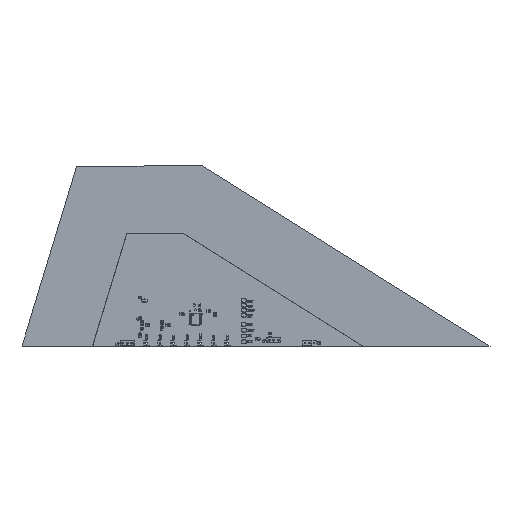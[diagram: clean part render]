
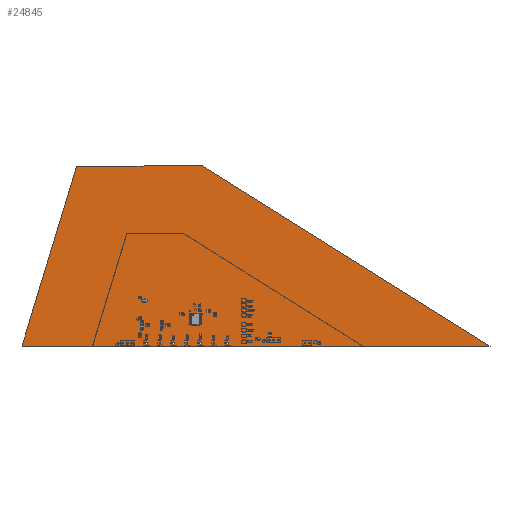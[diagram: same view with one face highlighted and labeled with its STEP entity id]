
A CAD part, top view. The second image highlights one B-rep face of the part: STEP entity #24845.
In plain terms, the highlighted planar face has unit normal (0, 0, 1).
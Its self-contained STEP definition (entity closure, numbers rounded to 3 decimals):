
#24527 = VERTEX_POINT('',#24528);
#24528 = CARTESIAN_POINT('',(280.75,-140.085,1.51));
#24534 = EDGE_CURVE('',#24527,#24535,#24537,.T.);
#24535 = VERTEX_POINT('',#24536);
#24536 = CARTESIAN_POINT('',(56.557,-140.085,1.51));
#24537 = LINE('',#24538,#24539);
#24538 = CARTESIAN_POINT('',(280.75,-140.085,1.51));
#24539 = VECTOR('',#24540,1.);
#24540 = DIRECTION('',(-1.,0.,0.));
#24567 = VERTEX_POINT('',#24568);
#24568 = CARTESIAN_POINT('',(118.495,-38.477,1.51));
#24574 = EDGE_CURVE('',#24567,#24527,#24575,.T.);
#24575 = LINE('',#24576,#24577);
#24576 = CARTESIAN_POINT('',(118.495,-38.477,1.51));
#24577 = VECTOR('',#24578,1.);
#24578 = DIRECTION('',(0.848,-0.531,0.));
#24596 = EDGE_CURVE('',#24535,#24597,#24599,.T.);
#24597 = VERTEX_POINT('',#24598);
#24598 = CARTESIAN_POINT('',(16.7,-140.102,1.51));
#24599 = LINE('',#24600,#24601);
#24600 = CARTESIAN_POINT('',(56.557,-140.085,1.51));
#24601 = VECTOR('',#24602,1.);
#24602 = DIRECTION('',(-1.,0.,0.));
#24845 = ADVANCED_FACE('',(#24846,#24865,#24876,#24887,#24898,#24909,
    #24920,#24931,#24942,#24953,#24964,#24975,#24986,#24997,#25008,
    #25019,#25030,#25041,#25052),#25063,.T.);
#24846 = FACE_BOUND('',#24847,.T.);
#24847 = EDGE_LOOP('',(#24848,#24849,#24850,#24858,#24864));
#24848 = ORIENTED_EDGE('',*,*,#24534,.F.);
#24849 = ORIENTED_EDGE('',*,*,#24574,.F.);
#24850 = ORIENTED_EDGE('',*,*,#24851,.F.);
#24851 = EDGE_CURVE('',#24852,#24567,#24854,.T.);
#24852 = VERTEX_POINT('',#24853);
#24853 = CARTESIAN_POINT('',(47.501,-38.552,1.51));
#24854 = LINE('',#24855,#24856);
#24855 = CARTESIAN_POINT('',(47.501,-38.552,1.51));
#24856 = VECTOR('',#24857,1.);
#24857 = DIRECTION('',(1.,0.001,0.));
#24858 = ORIENTED_EDGE('',*,*,#24859,.F.);
#24859 = EDGE_CURVE('',#24597,#24852,#24860,.T.);
#24860 = LINE('',#24861,#24862);
#24861 = CARTESIAN_POINT('',(16.7,-140.102,1.51));
#24862 = VECTOR('',#24863,1.);
#24863 = DIRECTION('',(0.29,0.957,0.));
#24864 = ORIENTED_EDGE('',*,*,#24596,.F.);
#24865 = FACE_BOUND('',#24866,.T.);
#24866 = EDGE_LOOP('',(#24867));
#24867 = ORIENTED_EDGE('',*,*,#24868,.T.);
#24868 = EDGE_CURVE('',#24869,#24869,#24871,.T.);
#24869 = VERTEX_POINT('',#24870);
#24870 = CARTESIAN_POINT('',(70.94,-138.975,1.51));
#24871 = CIRCLE('',#24872,0.5);
#24872 = AXIS2_PLACEMENT_3D('',#24873,#24874,#24875);
#24873 = CARTESIAN_POINT('',(70.94,-138.475,1.51));
#24874 = DIRECTION('',(-0.,0.,-1.));
#24875 = DIRECTION('',(-0.,-1.,0.));
#24876 = FACE_BOUND('',#24877,.T.);
#24877 = EDGE_LOOP('',(#24878));
#24878 = ORIENTED_EDGE('',*,*,#24879,.T.);
#24879 = EDGE_CURVE('',#24880,#24880,#24882,.T.);
#24880 = VERTEX_POINT('',#24881);
#24881 = CARTESIAN_POINT('',(73.48,-138.975,1.51));
#24882 = CIRCLE('',#24883,0.5);
#24883 = AXIS2_PLACEMENT_3D('',#24884,#24885,#24886);
#24884 = CARTESIAN_POINT('',(73.48,-138.475,1.51));
#24885 = DIRECTION('',(-0.,0.,-1.));
#24886 = DIRECTION('',(-0.,-1.,0.));
#24887 = FACE_BOUND('',#24888,.T.);
#24888 = EDGE_LOOP('',(#24889));
#24889 = ORIENTED_EDGE('',*,*,#24890,.T.);
#24890 = EDGE_CURVE('',#24891,#24891,#24893,.T.);
#24891 = VERTEX_POINT('',#24892);
#24892 = CARTESIAN_POINT('',(76.02,-138.975,1.51));
#24893 = CIRCLE('',#24894,0.5);
#24894 = AXIS2_PLACEMENT_3D('',#24895,#24896,#24897);
#24895 = CARTESIAN_POINT('',(76.02,-138.475,1.51));
#24896 = DIRECTION('',(-0.,0.,-1.));
#24897 = DIRECTION('',(-0.,-1.,0.));
#24898 = FACE_BOUND('',#24899,.T.);
#24899 = EDGE_LOOP('',(#24900));
#24900 = ORIENTED_EDGE('',*,*,#24901,.T.);
#24901 = EDGE_CURVE('',#24902,#24902,#24904,.T.);
#24902 = VERTEX_POINT('',#24903);
#24903 = CARTESIAN_POINT('',(78.56,-138.975,1.51));
#24904 = CIRCLE('',#24905,0.5);
#24905 = AXIS2_PLACEMENT_3D('',#24906,#24907,#24908);
#24906 = CARTESIAN_POINT('',(78.56,-138.475,1.51));
#24907 = DIRECTION('',(-0.,0.,-1.));
#24908 = DIRECTION('',(-0.,-1.,0.));
#24909 = FACE_BOUND('',#24910,.T.);
#24910 = EDGE_LOOP('',(#24911));
#24911 = ORIENTED_EDGE('',*,*,#24912,.T.);
#24912 = EDGE_CURVE('',#24913,#24913,#24915,.T.);
#24913 = VERTEX_POINT('',#24914);
#24914 = CARTESIAN_POINT('',(86.92,-139.05,1.51));
#24915 = CIRCLE('',#24916,0.5);
#24916 = AXIS2_PLACEMENT_3D('',#24917,#24918,#24919);
#24917 = CARTESIAN_POINT('',(86.92,-138.55,1.51));
#24918 = DIRECTION('',(-0.,0.,-1.));
#24919 = DIRECTION('',(-0.,-1.,0.));
#24920 = FACE_BOUND('',#24921,.T.);
#24921 = EDGE_LOOP('',(#24922));
#24922 = ORIENTED_EDGE('',*,*,#24923,.T.);
#24923 = EDGE_CURVE('',#24924,#24924,#24926,.T.);
#24924 = VERTEX_POINT('',#24925);
#24925 = CARTESIAN_POINT('',(94.54,-139.05,1.51));
#24926 = CIRCLE('',#24927,0.5);
#24927 = AXIS2_PLACEMENT_3D('',#24928,#24929,#24930);
#24928 = CARTESIAN_POINT('',(94.54,-138.55,1.51));
#24929 = DIRECTION('',(-0.,0.,-1.));
#24930 = DIRECTION('',(-0.,-1.,0.));
#24931 = FACE_BOUND('',#24932,.T.);
#24932 = EDGE_LOOP('',(#24933));
#24933 = ORIENTED_EDGE('',*,*,#24934,.T.);
#24934 = EDGE_CURVE('',#24935,#24935,#24937,.T.);
#24935 = VERTEX_POINT('',#24936);
#24936 = CARTESIAN_POINT('',(102.16,-139.05,1.51));
#24937 = CIRCLE('',#24938,0.5);
#24938 = AXIS2_PLACEMENT_3D('',#24939,#24940,#24941);
#24939 = CARTESIAN_POINT('',(102.16,-138.55,1.51));
#24940 = DIRECTION('',(-0.,0.,-1.));
#24941 = DIRECTION('',(-0.,-1.,0.));
#24942 = FACE_BOUND('',#24943,.T.);
#24943 = EDGE_LOOP('',(#24944));
#24944 = ORIENTED_EDGE('',*,*,#24945,.T.);
#24945 = EDGE_CURVE('',#24946,#24946,#24948,.T.);
#24946 = VERTEX_POINT('',#24947);
#24947 = CARTESIAN_POINT('',(109.78,-139.05,1.51));
#24948 = CIRCLE('',#24949,0.5);
#24949 = AXIS2_PLACEMENT_3D('',#24950,#24951,#24952);
#24950 = CARTESIAN_POINT('',(109.78,-138.55,1.51));
#24951 = DIRECTION('',(-0.,0.,-1.));
#24952 = DIRECTION('',(-0.,-1.,0.));
#24953 = FACE_BOUND('',#24954,.T.);
#24954 = EDGE_LOOP('',(#24955));
#24955 = ORIENTED_EDGE('',*,*,#24956,.T.);
#24956 = EDGE_CURVE('',#24957,#24957,#24959,.T.);
#24957 = VERTEX_POINT('',#24958);
#24958 = CARTESIAN_POINT('',(117.4,-139.05,1.51));
#24959 = CIRCLE('',#24960,0.5);
#24960 = AXIS2_PLACEMENT_3D('',#24961,#24962,#24963);
#24961 = CARTESIAN_POINT('',(117.4,-138.55,1.51));
#24962 = DIRECTION('',(-0.,0.,-1.));
#24963 = DIRECTION('',(-0.,-1.,0.));
#24964 = FACE_BOUND('',#24965,.T.);
#24965 = EDGE_LOOP('',(#24966));
#24966 = ORIENTED_EDGE('',*,*,#24967,.T.);
#24967 = EDGE_CURVE('',#24968,#24968,#24970,.T.);
#24968 = VERTEX_POINT('',#24969);
#24969 = CARTESIAN_POINT('',(125.02,-139.05,1.51));
#24970 = CIRCLE('',#24971,0.5);
#24971 = AXIS2_PLACEMENT_3D('',#24972,#24973,#24974);
#24972 = CARTESIAN_POINT('',(125.02,-138.55,1.51));
#24973 = DIRECTION('',(-0.,0.,-1.));
#24974 = DIRECTION('',(-0.,-1.,0.));
#24975 = FACE_BOUND('',#24976,.T.);
#24976 = EDGE_LOOP('',(#24977));
#24977 = ORIENTED_EDGE('',*,*,#24978,.T.);
#24978 = EDGE_CURVE('',#24979,#24979,#24981,.T.);
#24979 = VERTEX_POINT('',#24980);
#24980 = CARTESIAN_POINT('',(132.64,-139.05,1.51));
#24981 = CIRCLE('',#24982,0.5);
#24982 = AXIS2_PLACEMENT_3D('',#24983,#24984,#24985);
#24983 = CARTESIAN_POINT('',(132.64,-138.55,1.51));
#24984 = DIRECTION('',(-0.,0.,-1.));
#24985 = DIRECTION('',(-0.,-1.,0.));
#24986 = FACE_BOUND('',#24987,.T.);
#24987 = EDGE_LOOP('',(#24988));
#24988 = ORIENTED_EDGE('',*,*,#24989,.T.);
#24989 = EDGE_CURVE('',#24990,#24990,#24992,.T.);
#24990 = VERTEX_POINT('',#24991);
#24991 = CARTESIAN_POINT('',(176.41,-138.9,1.51));
#24992 = CIRCLE('',#24993,0.5);
#24993 = AXIS2_PLACEMENT_3D('',#24994,#24995,#24996);
#24994 = CARTESIAN_POINT('',(176.41,-138.4,1.51));
#24995 = DIRECTION('',(-0.,0.,-1.));
#24996 = DIRECTION('',(-0.,-1.,0.));
#24997 = FACE_BOUND('',#24998,.T.);
#24998 = EDGE_LOOP('',(#24999));
#24999 = ORIENTED_EDGE('',*,*,#25000,.T.);
#25000 = EDGE_CURVE('',#25001,#25001,#25003,.T.);
#25001 = VERTEX_POINT('',#25002);
#25002 = CARTESIAN_POINT('',(178.95,-138.9,1.51));
#25003 = CIRCLE('',#25004,0.5);
#25004 = AXIS2_PLACEMENT_3D('',#25005,#25006,#25007);
#25005 = CARTESIAN_POINT('',(178.95,-138.4,1.51));
#25006 = DIRECTION('',(-0.,0.,-1.));
#25007 = DIRECTION('',(-0.,-1.,0.));
#25008 = FACE_BOUND('',#25009,.T.);
#25009 = EDGE_LOOP('',(#25010));
#25010 = ORIENTED_EDGE('',*,*,#25011,.T.);
#25011 = EDGE_CURVE('',#25012,#25012,#25014,.T.);
#25012 = VERTEX_POINT('',#25013);
#25013 = CARTESIAN_POINT('',(181.49,-138.9,1.51));
#25014 = CIRCLE('',#25015,0.5);
#25015 = AXIS2_PLACEMENT_3D('',#25016,#25017,#25018);
#25016 = CARTESIAN_POINT('',(181.49,-138.4,1.51));
#25017 = DIRECTION('',(-0.,0.,-1.));
#25018 = DIRECTION('',(-0.,-1.,0.));
#25019 = FACE_BOUND('',#25020,.T.);
#25020 = EDGE_LOOP('',(#25021));
#25021 = ORIENTED_EDGE('',*,*,#25022,.T.);
#25022 = EDGE_CURVE('',#25023,#25023,#25025,.T.);
#25023 = VERTEX_POINT('',#25024);
#25024 = CARTESIAN_POINT('',(153.71,-137.25,1.51));
#25025 = CIRCLE('',#25026,0.5);
#25026 = AXIS2_PLACEMENT_3D('',#25027,#25028,#25029);
#25027 = CARTESIAN_POINT('',(153.71,-136.75,1.51));
#25028 = DIRECTION('',(-0.,0.,-1.));
#25029 = DIRECTION('',(-0.,-1.,0.));
#25030 = FACE_BOUND('',#25031,.T.);
#25031 = EDGE_LOOP('',(#25032));
#25032 = ORIENTED_EDGE('',*,*,#25033,.T.);
#25033 = EDGE_CURVE('',#25034,#25034,#25036,.T.);
#25034 = VERTEX_POINT('',#25035);
#25035 = CARTESIAN_POINT('',(156.25,-137.25,1.51));
#25036 = CIRCLE('',#25037,0.5);
#25037 = AXIS2_PLACEMENT_3D('',#25038,#25039,#25040);
#25038 = CARTESIAN_POINT('',(156.25,-136.75,1.51));
#25039 = DIRECTION('',(-0.,0.,-1.));
#25040 = DIRECTION('',(-0.,-1.,0.));
#25041 = FACE_BOUND('',#25042,.T.);
#25042 = EDGE_LOOP('',(#25043));
#25043 = ORIENTED_EDGE('',*,*,#25044,.T.);
#25044 = EDGE_CURVE('',#25045,#25045,#25047,.T.);
#25045 = VERTEX_POINT('',#25046);
#25046 = CARTESIAN_POINT('',(158.79,-137.25,1.51));
#25047 = CIRCLE('',#25048,0.5);
#25048 = AXIS2_PLACEMENT_3D('',#25049,#25050,#25051);
#25049 = CARTESIAN_POINT('',(158.79,-136.75,1.51));
#25050 = DIRECTION('',(-0.,0.,-1.));
#25051 = DIRECTION('',(-0.,-1.,0.));
#25052 = FACE_BOUND('',#25053,.T.);
#25053 = EDGE_LOOP('',(#25054));
#25054 = ORIENTED_EDGE('',*,*,#25055,.T.);
#25055 = EDGE_CURVE('',#25056,#25056,#25058,.T.);
#25056 = VERTEX_POINT('',#25057);
#25057 = CARTESIAN_POINT('',(161.33,-137.25,1.51));
#25058 = CIRCLE('',#25059,0.5);
#25059 = AXIS2_PLACEMENT_3D('',#25060,#25061,#25062);
#25060 = CARTESIAN_POINT('',(161.33,-136.75,1.51));
#25061 = DIRECTION('',(-0.,0.,-1.));
#25062 = DIRECTION('',(-0.,-1.,0.));
#25063 = PLANE('',#25064);
#25064 = AXIS2_PLACEMENT_3D('',#25065,#25066,#25067);
#25065 = CARTESIAN_POINT('',(0.,0.,1.51));
#25066 = DIRECTION('',(0.,0.,1.));
#25067 = DIRECTION('',(1.,0.,-0.));
